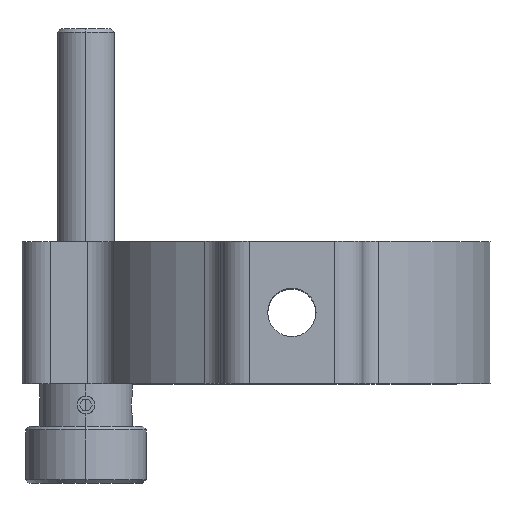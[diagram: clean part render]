
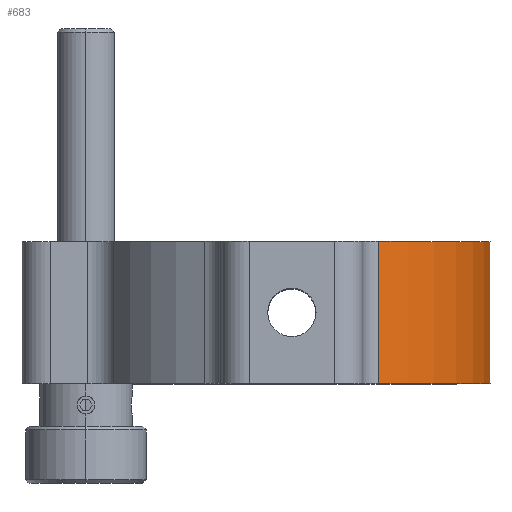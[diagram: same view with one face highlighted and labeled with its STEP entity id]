
A CAD part, top view. The second image highlights one B-rep face of the part: STEP entity #683.
In plain terms, the highlighted cylindrical face has radius 28 mm (diameter 56 mm), a partial arc.
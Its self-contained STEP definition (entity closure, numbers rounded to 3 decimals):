
#86 = CIRCLE ( 'NONE', #3555, 28. ) ;
#318 = DIRECTION ( 'NONE',  ( 0., 0., 1. ) ) ;
#372 = ORIENTED_EDGE ( 'NONE', *, *, #1506, .F. ) ;
#683 = ADVANCED_FACE ( 'NONE', ( #2208 ), #3054, .T. ) ;
#710 = VERTEX_POINT ( 'NONE', #3371 ) ;
#721 = VERTEX_POINT ( 'NONE', #4483 ) ;
#941 = VECTOR ( 'NONE', #4449, 1000. ) ;
#1272 = CARTESIAN_POINT ( 'NONE',  ( -0.048, 4.737, 76. ) ) ;
#1378 = EDGE_LOOP ( 'NONE', ( #1949, #2350, #372, #3970 ) ) ;
#1506 = EDGE_CURVE ( 'NONE', #721, #1740, #2817, .T. ) ;
#1631 = DIRECTION ( 'NONE',  ( 0., 1., 0. ) ) ;
#1722 = AXIS2_PLACEMENT_3D ( 'NONE', #1272, #1631, #4304 ) ;
#1740 = VERTEX_POINT ( 'NONE', #4804 ) ;
#1819 = DIRECTION ( 'NONE',  ( 0., 1., 0. ) ) ;
#1949 = ORIENTED_EDGE ( 'NONE', *, *, #4755, .T. ) ;
#2139 = CARTESIAN_POINT ( 'NONE',  ( 12.202, 4.737, 50.822 ) ) ;
#2183 = CARTESIAN_POINT ( 'NONE',  ( 12.202, 4.737, 101.178 ) ) ;
#2185 = DIRECTION ( 'NONE',  ( 0., 0., -1. ) ) ;
#2208 = FACE_OUTER_BOUND ( 'NONE', #1378, .T. ) ;
#2315 = VERTEX_POINT ( 'NONE', #4900 ) ;
#2350 = ORIENTED_EDGE ( 'NONE', *, *, #4113, .T. ) ;
#2799 = AXIS2_PLACEMENT_3D ( 'NONE', #4071, #3706, #2185 ) ;
#2817 = CIRCLE ( 'NONE', #1722, 28. ) ;
#2993 = LINE ( 'NONE', #2183, #941 ) ;
#3054 = CYLINDRICAL_SURFACE ( 'NONE', #2799, 28. ) ;
#3371 = CARTESIAN_POINT ( 'NONE',  ( 12.202, -15.263, 101.178 ) ) ;
#3437 = DIRECTION ( 'NONE',  ( 0., 1., 0. ) ) ;
#3555 = AXIS2_PLACEMENT_3D ( 'NONE', #4910, #3437, #318 ) ;
#3706 = DIRECTION ( 'NONE',  ( 0., -1., 0. ) ) ;
#3821 = LINE ( 'NONE', #2139, #4411 ) ;
#3970 = ORIENTED_EDGE ( 'NONE', *, *, #4049, .T. ) ;
#4049 = EDGE_CURVE ( 'NONE', #721, #710, #2993, .T. ) ;
#4071 = CARTESIAN_POINT ( 'NONE',  ( -0.048, 4.737, 76. ) ) ;
#4113 = EDGE_CURVE ( 'NONE', #2315, #1740, #3821, .T. ) ;
#4304 = DIRECTION ( 'NONE',  ( 0., 0., 1. ) ) ;
#4411 = VECTOR ( 'NONE', #1819, 1000. ) ;
#4449 = DIRECTION ( 'NONE',  ( 0., -1., 0. ) ) ;
#4483 = CARTESIAN_POINT ( 'NONE',  ( 12.202, 4.737, 101.178 ) ) ;
#4755 = EDGE_CURVE ( 'NONE', #710, #2315, #86, .T. ) ;
#4804 = CARTESIAN_POINT ( 'NONE',  ( 12.202, 4.737, 50.822 ) ) ;
#4900 = CARTESIAN_POINT ( 'NONE',  ( 12.202, -15.263, 50.822 ) ) ;
#4910 = CARTESIAN_POINT ( 'NONE',  ( -0.048, -15.263, 76. ) ) ;
